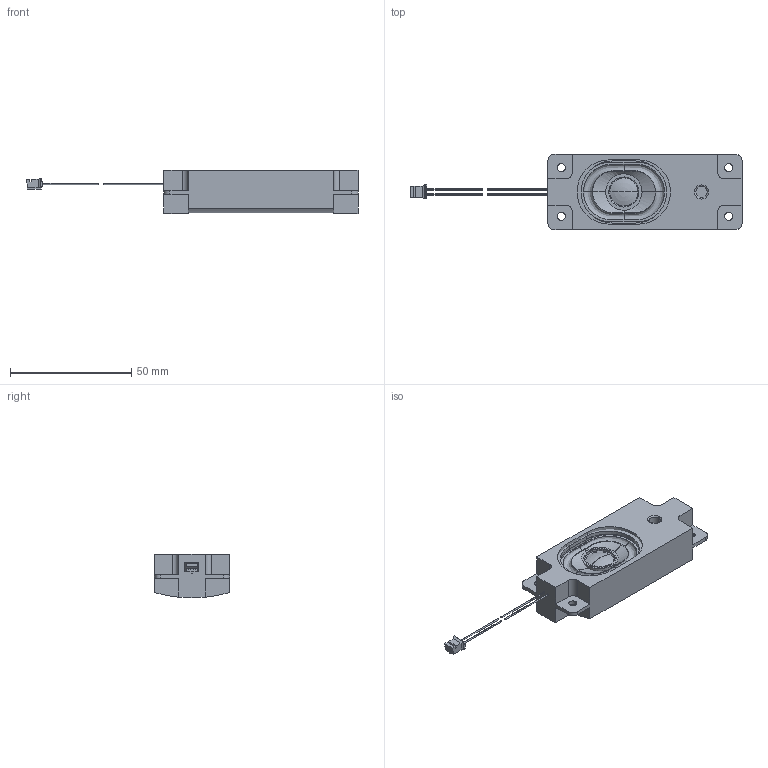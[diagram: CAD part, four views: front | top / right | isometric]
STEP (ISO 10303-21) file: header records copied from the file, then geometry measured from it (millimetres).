
FILE_DESCRIPTION (( 'STEP AP214' ), '1' );
FILE_NAME ('CUI_DEVICES_CES-803118-28PM.step', '2020-08-31T23:56:31', ( '' ), ( '' ), 'SwSTEP 2.0', 'SolidWorks 2020', '' );
FILE_SCHEMA (( 'AUTOMOTIVE_DESIGN' ));
Length unit declared in the file: inch
Products named in the file (1): CUI_DEVICES_CES-803118-28PM
Bounding box: 136.85 x 31 x 17.97 mm (x, y, z)
Volume: 31815.9 mm3; surface area: 16593.7 mm2
Topology: 3 solids, 4 shells, 271 faces, 722 edges, 464 vertices
Faces by surface type: plane 151, cylinder 88, bspline 20, torus 12
Entity records: 12224 total; most frequent: CARTESIAN_POINT 5213, ORIENTED_EDGE 1436, DIRECTION 1421, EDGE_CURVE 718, AXIS2_PLACEMENT_3D 488, VERTEX_POINT 464, LINE 445, VECTOR 445
